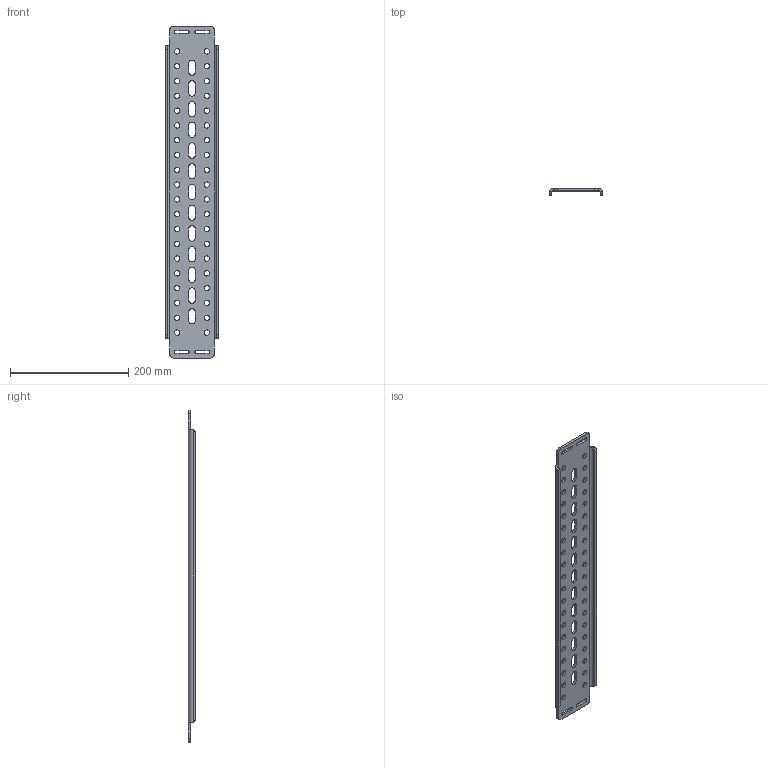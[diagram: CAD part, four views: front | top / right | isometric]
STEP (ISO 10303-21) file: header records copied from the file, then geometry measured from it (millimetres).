
FILE_DESCRIPTION (( 'STEP AP214' ), '1' );
FILE_NAME ('998.060.STEP', '2024-10-01T10:49:33', ( '' ), ( '' ), 'SwSTEP 2.0', 'SolidWorks 2021', '' );
FILE_SCHEMA (( 'AUTOMOTIVE_DESIGN' ));
Length unit declared in the file: millimetre
Products named in the file (1): 998.060
Bounding box: 91 x 12 x 561 mm (x, y, z)
Volume: 195309.9 mm3; surface area: 111662.2 mm2
Topology: 1 solids, 1 shells, 191 faces, 559 edges, 370 vertices
Faces by surface type: cylinder 139, plane 52
Entity records: 6761 total; most frequent: DIRECTION 1213, CARTESIAN_POINT 1169, ORIENTED_EDGE 1118, EDGE_CURVE 559, AXIS2_PLACEMENT_3D 470, VERTEX_POINT 370, EDGE_LOOP 305, CIRCLE 278
